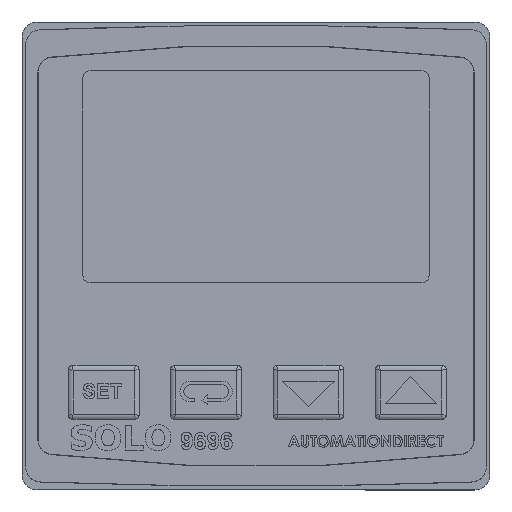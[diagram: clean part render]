
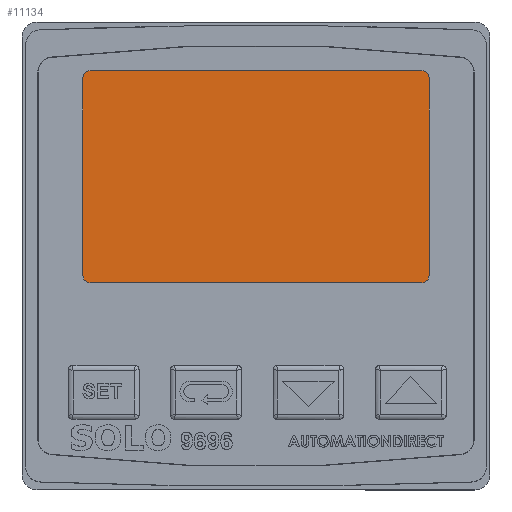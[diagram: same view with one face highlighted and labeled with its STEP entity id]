
A CAD part, top view. The second image highlights one B-rep face of the part: STEP entity #11134.
In plain terms, the highlighted planar face has unit normal (0, 0, 1).
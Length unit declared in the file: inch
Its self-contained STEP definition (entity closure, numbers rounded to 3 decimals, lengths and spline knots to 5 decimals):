
#9740 = EDGE_CURVE ( 'NONE', #32026, #32024, #33794, .T. ) ;
#9742 = EDGE_CURVE ( 'NONE', #32028, #32026, #81104, .T. ) ;
#9744 = EDGE_CURVE ( 'NONE', #32030, #32028, #33818, .T. ) ;
#9746 = EDGE_CURVE ( 'NONE', #32031, #32030, #81107, .T. ) ;
#9748 = EDGE_CURVE ( 'NONE', #32032, #32031, #33815, .T. ) ;
#9750 = EDGE_CURVE ( 'NONE', #32035, #32032, #81110, .T. ) ;
#9752 = EDGE_CURVE ( 'NONE', #32037, #32035, #33810, .T. ) ;
#9754 = EDGE_CURVE ( 'NONE', #32024, #32037, #81113, .T. ) ;
#11134 = ADVANCED_FACE ( 'NONE', ( #27368 ), #28313, .F. ) ;
#15800 = EDGE_LOOP ( 'NONE', ( #28369, #28371, #28373, #28364, #28375, #28377, #28380, #28382 ) ) ;
#27368 = FACE_OUTER_BOUND ( 'NONE', #15800, .T. ) ;
#28313 = PLANE ( 'NONE',  #34383 ) ;
#28315 = CARTESIAN_POINT ( 'NONE',  ( 1.36, 1.46, -0.006 ) ) ;
#28317 = DIRECTION ( 'NONE',  ( 0., 0., -1. ) ) ;
#28318 = DIRECTION ( 'NONE',  ( -1., 0., 0. ) ) ;
#28364 = ORIENTED_EDGE ( 'NONE', *, *, #9750, .T. ) ;
#28369 = ORIENTED_EDGE ( 'NONE', *, *, #9740, .T. ) ;
#28371 = ORIENTED_EDGE ( 'NONE', *, *, #9754, .T. ) ;
#28373 = ORIENTED_EDGE ( 'NONE', *, *, #9752, .T. ) ;
#28375 = ORIENTED_EDGE ( 'NONE', *, *, #9748, .T. ) ;
#28377 = ORIENTED_EDGE ( 'NONE', *, *, #9746, .T. ) ;
#28380 = ORIENTED_EDGE ( 'NONE', *, *, #9744, .T. ) ;
#28382 = ORIENTED_EDGE ( 'NONE', *, *, #9742, .T. ) ;
#32024 = VERTEX_POINT ( 'NONE', #66606 ) ;
#32026 = VERTEX_POINT ( 'NONE', #66607 ) ;
#32028 = VERTEX_POINT ( 'NONE', #66608 ) ;
#32030 = VERTEX_POINT ( 'NONE', #66609 ) ;
#32031 = VERTEX_POINT ( 'NONE', #66610 ) ;
#32032 = VERTEX_POINT ( 'NONE', #66611 ) ;
#32035 = VERTEX_POINT ( 'NONE', #66612 ) ;
#32037 = VERTEX_POINT ( 'NONE', #66613 ) ;
#33794 = CIRCLE ( 'NONE', #33817, 0.06 ) ;
#33810 = CIRCLE ( 'NONE', #33830, 0.06 ) ;
#33815 = CIRCLE ( 'NONE', #33826, 0.06 ) ;
#33817 = AXIS2_PLACEMENT_3D ( 'NONE', #80337, #80338, #80339 ) ;
#33818 = CIRCLE ( 'NONE', #33822, 0.06 ) ;
#33820 = VECTOR ( 'NONE', #80343, 39.37008 ) ;
#33822 = AXIS2_PLACEMENT_3D ( 'NONE', #80346, #80347, #80348 ) ;
#33824 = VECTOR ( 'NONE', #80352, 39.37008 ) ;
#33826 = AXIS2_PLACEMENT_3D ( 'NONE', #80355, #80356, #80357 ) ;
#33828 = VECTOR ( 'NONE', #80361, 39.37008 ) ;
#33830 = AXIS2_PLACEMENT_3D ( 'NONE', #80364, #80365, #80366 ) ;
#33832 = VECTOR ( 'NONE', #80370, 39.37008 ) ;
#34383 = AXIS2_PLACEMENT_3D ( 'NONE', #28315, #28317, #28318 ) ;
#66606 = CARTESIAN_POINT ( 'NONE',  ( 1.36, 1.52, -0.006 ) ) ;
#66607 = CARTESIAN_POINT ( 'NONE',  ( 1.42, 1.46, -0.006 ) ) ;
#66608 = CARTESIAN_POINT ( 'NONE',  ( 1.42, -0.16, -0.006 ) ) ;
#66609 = CARTESIAN_POINT ( 'NONE',  ( 1.36, -0.22, -0.006 ) ) ;
#66610 = CARTESIAN_POINT ( 'NONE',  ( -1.36, -0.22, -0.006 ) ) ;
#66611 = CARTESIAN_POINT ( 'NONE',  ( -1.42, -0.16, -0.006 ) ) ;
#66612 = CARTESIAN_POINT ( 'NONE',  ( -1.42, 1.46, -0.006 ) ) ;
#66613 = CARTESIAN_POINT ( 'NONE',  ( -1.36, 1.52, -0.006 ) ) ;
#80337 = CARTESIAN_POINT ( 'NONE',  ( 1.36, 1.46, -0.006 ) ) ;
#80338 = DIRECTION ( 'NONE',  ( 0., 0., 1. ) ) ;
#80339 = DIRECTION ( 'NONE',  ( -1., 0., 0. ) ) ;
#80342 = CARTESIAN_POINT ( 'NONE',  ( 1.42, 1.46, -0.006 ) ) ;
#80343 = DIRECTION ( 'NONE',  ( 0., 1., 0. ) ) ;
#80346 = CARTESIAN_POINT ( 'NONE',  ( 1.36, -0.16, -0.006 ) ) ;
#80347 = DIRECTION ( 'NONE',  ( 0., 0., 1. ) ) ;
#80348 = DIRECTION ( 'NONE',  ( -1., 0., 0. ) ) ;
#80351 = CARTESIAN_POINT ( 'NONE',  ( -1.36, -0.22, -0.006 ) ) ;
#80352 = DIRECTION ( 'NONE',  ( 1., 0., 0. ) ) ;
#80355 = CARTESIAN_POINT ( 'NONE',  ( -1.36, -0.16, -0.006 ) ) ;
#80356 = DIRECTION ( 'NONE',  ( 0., 0., 1. ) ) ;
#80357 = DIRECTION ( 'NONE',  ( 1., 0., 0. ) ) ;
#80360 = CARTESIAN_POINT ( 'NONE',  ( -1.42, 1.46, -0.006 ) ) ;
#80361 = DIRECTION ( 'NONE',  ( 0., -1., 0. ) ) ;
#80364 = CARTESIAN_POINT ( 'NONE',  ( -1.36, 1.46, -0.006 ) ) ;
#80365 = DIRECTION ( 'NONE',  ( 0., 0., 1. ) ) ;
#80366 = DIRECTION ( 'NONE',  ( -1., 0., 0. ) ) ;
#80369 = CARTESIAN_POINT ( 'NONE',  ( -1.36, 1.52, -0.006 ) ) ;
#80370 = DIRECTION ( 'NONE',  ( -1., 0., 0. ) ) ;
#81104 = LINE ( 'NONE', #80342, #33820 ) ;
#81107 = LINE ( 'NONE', #80351, #33824 ) ;
#81110 = LINE ( 'NONE', #80360, #33828 ) ;
#81113 = LINE ( 'NONE', #80369, #33832 ) ;
